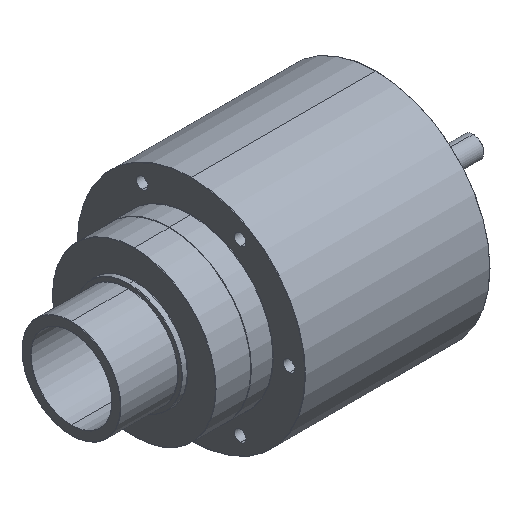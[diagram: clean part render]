
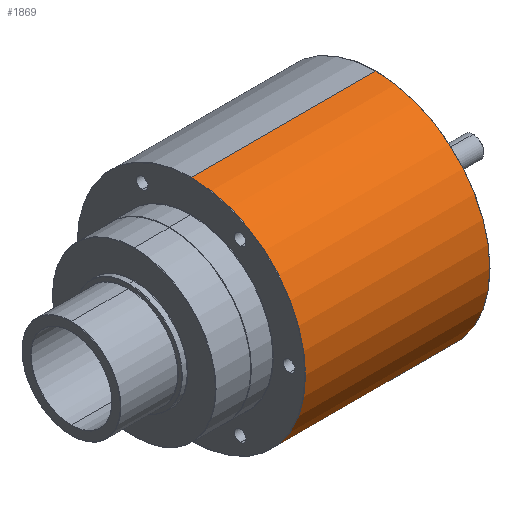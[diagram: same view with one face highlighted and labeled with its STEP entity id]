
A CAD part, isometric view. The second image highlights one B-rep face of the part: STEP entity #1869.
In plain terms, the highlighted cylindrical face has radius 50.8 mm (diameter 101.6 mm), a partial arc.
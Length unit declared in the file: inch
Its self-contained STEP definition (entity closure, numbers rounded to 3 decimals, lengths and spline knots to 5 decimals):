
#59 = EDGE_CURVE ( 'NONE', #206, #207, #2068, .T. ) ;
#61 = EDGE_CURVE ( 'NONE', #209, #208, #2070, .T. ) ;
#74 = EDGE_CURVE ( 'NONE', #207, #209, #2082, .T. ) ;
#144 = EDGE_CURVE ( 'NONE', #206, #208, #2416, .T. ) ;
#173 = EDGE_LOOP ( 'NONE', ( #1146, #1147, #1148, #1149 ) ) ;
#206 = VERTEX_POINT ( 'NONE', #1689 ) ;
#207 = VERTEX_POINT ( 'NONE', #1690 ) ;
#208 = VERTEX_POINT ( 'NONE', #1691 ) ;
#209 = VERTEX_POINT ( 'NONE', #1681 ) ;
#623 = DIRECTION ( 'NONE',  ( -1., 0., 0. ) ) ;
#626 = DIRECTION ( 'NONE',  ( 0., 0., 1. ) ) ;
#627 = CARTESIAN_POINT ( 'NONE',  ( 10.99685, 0., 0. ) ) ;
#1146 = ORIENTED_EDGE ( 'NONE', *, *, #144, .F. ) ;
#1147 = ORIENTED_EDGE ( 'NONE', *, *, #59, .T. ) ;
#1148 = ORIENTED_EDGE ( 'NONE', *, *, #74, .T. ) ;
#1149 = ORIENTED_EDGE ( 'NONE', *, *, #61, .T. ) ;
#1406 = CARTESIAN_POINT ( 'NONE',  ( 5.335, 0., 0. ) ) ;
#1410 = DIRECTION ( 'NONE',  ( -1., 0., 0. ) ) ;
#1411 = DIRECTION ( 'NONE',  ( 0., 0., -1. ) ) ;
#1415 = CARTESIAN_POINT ( 'NONE',  ( 2.105, 0., 0. ) ) ;
#1416 = DIRECTION ( 'NONE',  ( 1., 0., 0. ) ) ;
#1417 = DIRECTION ( 'NONE',  ( 0., 0., -1. ) ) ;
#1450 = CARTESIAN_POINT ( 'NONE',  ( 10.99685, 0., 2. ) ) ;
#1451 = DIRECTION ( 'NONE',  ( -1., 0., 0. ) ) ;
#1621 = CARTESIAN_POINT ( 'NONE',  ( 10.99685, 0., -2. ) ) ;
#1622 = DIRECTION ( 'NONE',  ( -1., 0., 0. ) ) ;
#1681 = CARTESIAN_POINT ( 'NONE',  ( 2.105, 0., 2. ) ) ;
#1689 = CARTESIAN_POINT ( 'NONE',  ( 5.335, 0., -2. ) ) ;
#1690 = CARTESIAN_POINT ( 'NONE',  ( 5.335, 0., 2. ) ) ;
#1691 = CARTESIAN_POINT ( 'NONE',  ( 2.105, 0., -2. ) ) ;
#1869 = ADVANCED_FACE ( 'NONE', ( #2618 ), #2620, .T. ) ;
#2068 = CIRCLE ( 'NONE', #2184, 2. ) ;
#2070 = CIRCLE ( 'NONE', #2187, 2. ) ;
#2082 = LINE ( 'NONE', #1450, #2083 ) ;
#2083 = VECTOR ( 'NONE', #1451, 39.37008 ) ;
#2184 = AXIS2_PLACEMENT_3D ( 'NONE', #1406, #1410, #1411 ) ;
#2187 = AXIS2_PLACEMENT_3D ( 'NONE', #1415, #1416, #1417 ) ;
#2345 = AXIS2_PLACEMENT_3D ( 'NONE', #627, #623, #626 ) ;
#2416 = LINE ( 'NONE', #1621, #2417 ) ;
#2417 = VECTOR ( 'NONE', #1622, 39.37008 ) ;
#2618 = FACE_OUTER_BOUND ( 'NONE', #173, .T. ) ;
#2620 = CYLINDRICAL_SURFACE ( 'NONE', #2345, 2. ) ;
